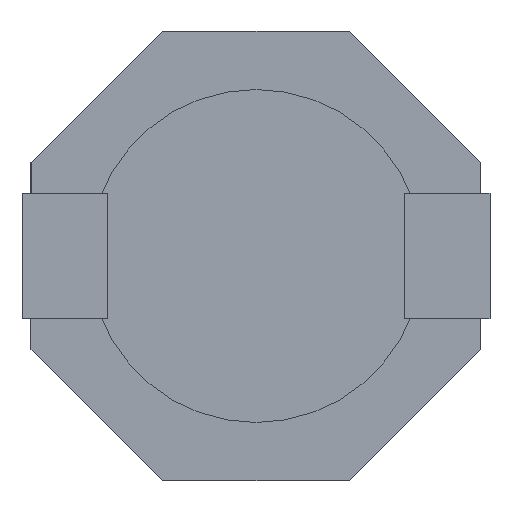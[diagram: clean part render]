
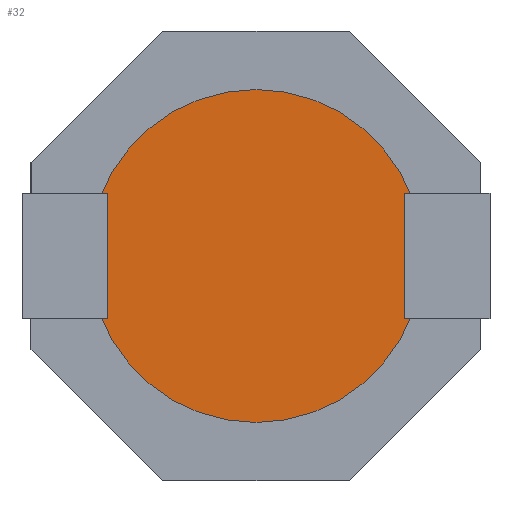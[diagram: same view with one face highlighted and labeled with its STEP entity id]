
A CAD part, front view. The second image highlights one B-rep face of the part: STEP entity #32.
In plain terms, the highlighted planar face has unit normal (0, -1, 0).
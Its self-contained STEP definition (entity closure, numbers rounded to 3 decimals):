
#8 = ORIENTED_EDGE ( 'NONE', *, *, #588, .T. ) ;
#32 = ADVANCED_FACE ( 'NONE', ( #312 ), #736, .F. ) ;
#84 = EDGE_CURVE ( 'NONE', #579, #202, #289, .T. ) ;
#182 = AXIS2_PLACEMENT_3D ( 'NONE', #603, #908, #554 ) ;
#187 = ORIENTED_EDGE ( 'NONE', *, *, #84, .T. ) ;
#194 = DIRECTION ( 'NONE',  ( 0., 1., 0. ) ) ;
#202 = VERTEX_POINT ( 'NONE', #543 ) ;
#289 = CIRCLE ( 'NONE', #182, 1.85 ) ;
#312 = FACE_OUTER_BOUND ( 'NONE', #663, .T. ) ;
#324 = AXIS2_PLACEMENT_3D ( 'NONE', #415, #907, #902 ) ;
#337 = AXIS2_PLACEMENT_3D ( 'NONE', #602, #194, #536 ) ;
#341 = CARTESIAN_POINT ( 'NONE',  ( 0., 0., -1.85 ) ) ;
#415 = CARTESIAN_POINT ( 'NONE',  ( 0., 0., 0. ) ) ;
#536 = DIRECTION ( 'NONE',  ( 0., 0., 1. ) ) ;
#543 = CARTESIAN_POINT ( 'NONE',  ( 0., 0., 1.85 ) ) ;
#554 = DIRECTION ( 'NONE',  ( 0., 0., 1. ) ) ;
#579 = VERTEX_POINT ( 'NONE', #341 ) ;
#588 = EDGE_CURVE ( 'NONE', #202, #579, #707, .T. ) ;
#602 = CARTESIAN_POINT ( 'NONE',  ( 0., 0., 0. ) ) ;
#603 = CARTESIAN_POINT ( 'NONE',  ( 0., 0., 0. ) ) ;
#663 = EDGE_LOOP ( 'NONE', ( #8, #187 ) ) ;
#707 = CIRCLE ( 'NONE', #324, 1.85 ) ;
#736 = PLANE ( 'NONE',  #337 ) ;
#902 = DIRECTION ( 'NONE',  ( 0., 0., 1. ) ) ;
#907 = DIRECTION ( 'NONE',  ( 0., -1., 0. ) ) ;
#908 = DIRECTION ( 'NONE',  ( 0., -1., 0. ) ) ;
